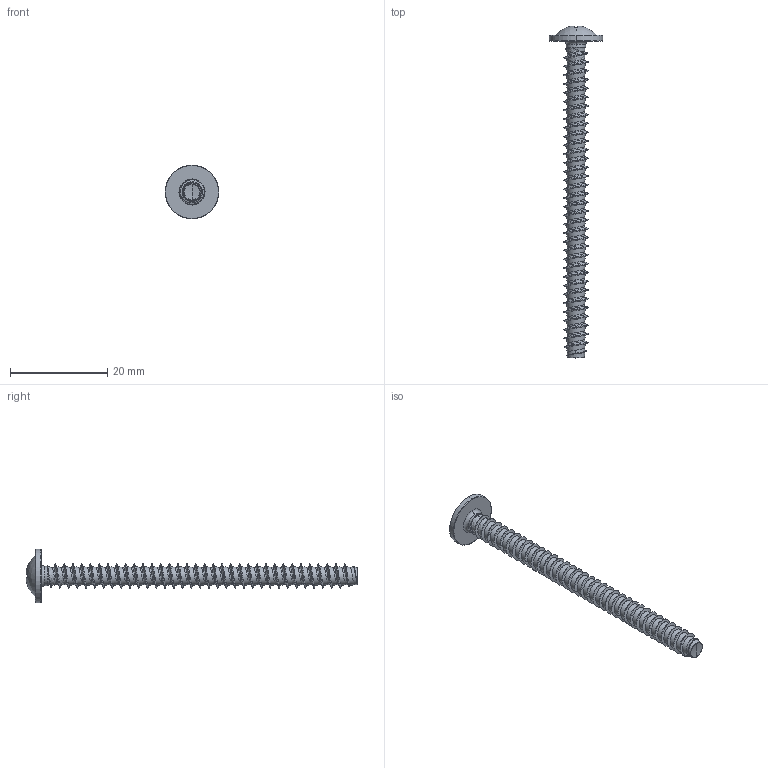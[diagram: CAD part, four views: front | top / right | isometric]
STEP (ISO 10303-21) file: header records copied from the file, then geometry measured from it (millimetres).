
FILE_DESCRIPTION (( 'STEP AP203' ), '1' );
FILE_NAME ('STP310500650.STEP', '2017-08-15T13:37:00', ( '' ), ( '' ), 'SwSTEP 2.0', 'SolidWorks 2015', '' );
FILE_SCHEMA (( 'CONFIG_CONTROL_DESIGN' ));
Length unit declared in the file: millimetre
Products named in the file (1): STP310500650
Bounding box: 11 x 68.14 x 11 mm (x, y, z)
Volume: 918.6 mm3; surface area: 1471.9 mm2
Topology: 1 solids, 1 shells, 236 faces, 576 edges, 343 vertices
Faces by surface type: cylinder 96, bspline 51, torus 30, sphere 28, plane 23, cone 8
Entity records: 63132 total; most frequent: CARTESIAN_POINT 58181, ORIENTED_EDGE 1148, DIRECTION 886, EDGE_CURVE 574, AXIS2_PLACEMENT_3D 379, VERTEX_POINT 343, EDGE_LOOP 239, ADVANCED_FACE 236
